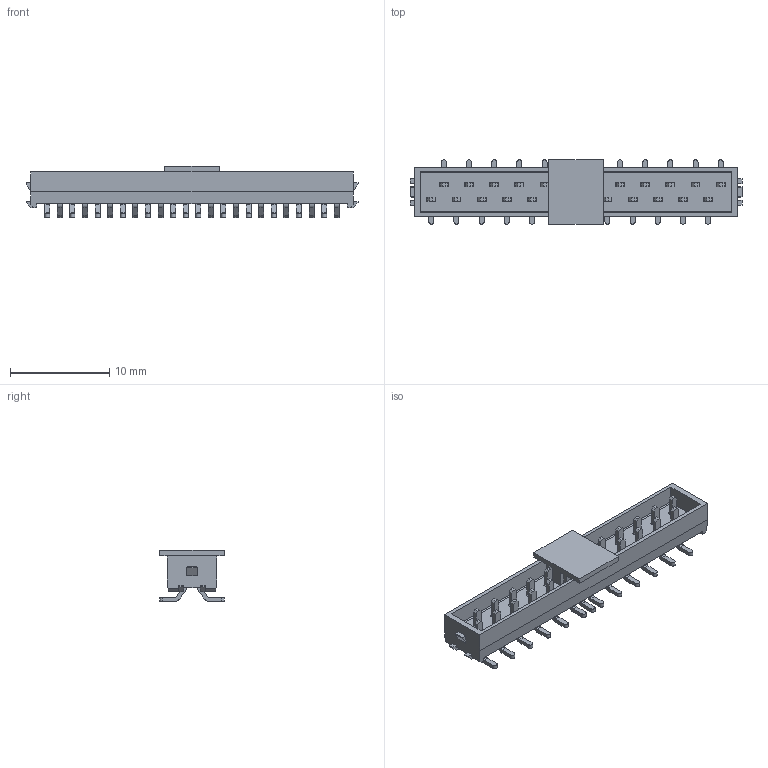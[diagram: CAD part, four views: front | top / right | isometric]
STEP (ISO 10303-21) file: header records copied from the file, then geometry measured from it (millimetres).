
FILE_DESCRIPTION(/* description */ ('Unknown'),/* implementation_level */ '2;1');
FILE_NAME(/* name */ '690357282476',/* time_stamp */ '2022-05-10T14:43:47+02:00',/* author */ ('Unknown'),/* organization */ ('Unknown'),/* preprocessor_version */ 'ST-DEVELOPER v16.7',/* originating_system */ 'Solid Edge',/* authorisation */ 'Unknown');
FILE_SCHEMA (('AUTOMOTIVE_DESIGN {1 0 10303 214 3 1 1}'));
Length unit declared in the file: millimetre
Products named in the file (4): 69035728xx76; 690357282476; Pin; Pick Pad
Assembly tree (28 placements, depth 2):
  69035728xx76
    690357282476
    Pin  x26
    Pick Pad
Bounding box: 33.51 x 6.5 x 5.15 mm (x, y, z)
Volume: 338.3 mm3; surface area: 1352.6 mm2
Topology: 28 solids, 28 shells, 1153 faces, 3178 edges, 2084 vertices
Faces by surface type: plane 865, cylinder 288
Entity records: 11835 total; most frequent: CARTESIAN_POINT 2094, ORIENTED_EDGE 2056, DIRECTION 1818, EDGE_CURVE 1028, LINE 1002, VECTOR 1002, VERTEX_POINT 684, AXIS2_PLACEMENT_3D 408
